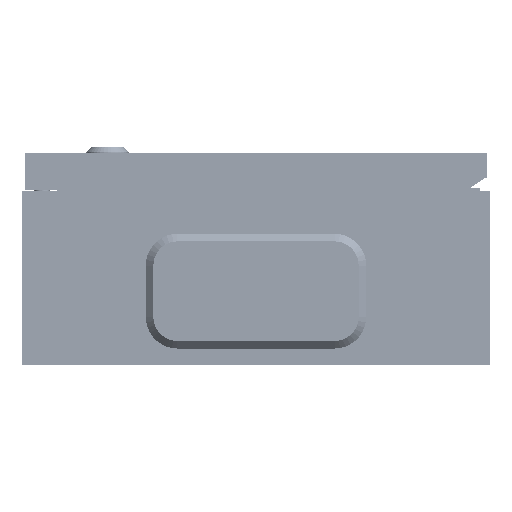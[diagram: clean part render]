
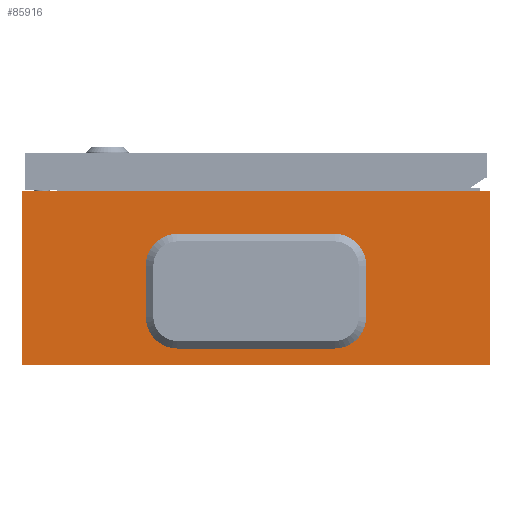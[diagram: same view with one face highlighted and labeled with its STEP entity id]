
A CAD part, front view. The second image highlights one B-rep face of the part: STEP entity #85916.
In plain terms, the highlighted planar face has unit normal (0, -1, 0).
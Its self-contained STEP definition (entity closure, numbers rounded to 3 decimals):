
#674 = VERTEX_POINT ( 'NONE', #228597 ) ;
#18474 = LINE ( 'NONE', #63830, #140452 ) ;
#19350 = EDGE_LOOP ( 'NONE', ( #383322, #159892, #251970, #298312 ) ) ;
#28318 = DIRECTION ( 'NONE',  ( 0., 0., 1. ) ) ;
#31359 = EDGE_CURVE ( 'NONE', #416119, #145110, #378923, .T. ) ;
#39441 = VERTEX_POINT ( 'NONE', #426791 ) ;
#50617 = ORIENTED_EDGE ( 'NONE', *, *, #143049, .F. ) ;
#51420 = VECTOR ( 'NONE', #411079, 1000. ) ;
#52671 = VECTOR ( 'NONE', #56603, 1000. ) ;
#53372 = DIRECTION ( 'NONE',  ( 0., 0., -1. ) ) ;
#56603 = DIRECTION ( 'NONE',  ( 1., 0., 0. ) ) ;
#63830 = CARTESIAN_POINT ( 'NONE',  ( -32.346, -419.709, 273.431 ) ) ;
#70947 = CARTESIAN_POINT ( 'NONE',  ( 37.154, -419.709, 338.931 ) ) ;
#80382 = CARTESIAN_POINT ( 'NONE',  ( -83.846, -419.709, 287.431 ) ) ;
#81230 = EDGE_CURVE ( 'NONE', #145110, #39441, #18474, .T. ) ;
#85916 = ADVANCED_FACE ( 'NONE', ( #205618, #471670 ), #256286, .T. ) ;
#102500 = CARTESIAN_POINT ( 'NONE',  ( 122.654, -419.709, 273.431 ) ) ;
#108017 = CIRCLE ( 'NONE', #298150, 18. ) ;
#115281 = CIRCLE ( 'NONE', #133400, 18. ) ;
#126921 = DIRECTION ( 'NONE',  ( -1., 0., 0. ) ) ;
#131108 = CARTESIAN_POINT ( 'NONE',  ( 19.154, -419.709, 338.931 ) ) ;
#131520 = VECTOR ( 'NONE', #351743, 1000. ) ;
#132757 = VECTOR ( 'NONE', #28318, 1000. ) ;
#133400 = AXIS2_PLACEMENT_3D ( 'NONE', #479479, #388916, #431337 ) ;
#140452 = VECTOR ( 'NONE', #236818, 1000. ) ;
#143049 = EDGE_CURVE ( 'NONE', #674, #189320, #260392, .T. ) ;
#143597 = VERTEX_POINT ( 'NONE', #297967 ) ;
#145110 = VERTEX_POINT ( 'NONE', #434114 ) ;
#147877 = DIRECTION ( 'NONE',  ( 0., -1., 0. ) ) ;
#148296 = CARTESIAN_POINT ( 'NONE',  ( 37.154, -419.709, 338.931 ) ) ;
#159892 = ORIENTED_EDGE ( 'NONE', *, *, #31359, .T. ) ;
#170052 = VERTEX_POINT ( 'NONE', #456503 ) ;
#178797 = CARTESIAN_POINT ( 'NONE',  ( -83.846, -419.709, 356.931 ) ) ;
#189320 = VERTEX_POINT ( 'NONE', #226914 ) ;
#192572 = DIRECTION ( 'NONE',  ( 0., -1., 0. ) ) ;
#192735 = CARTESIAN_POINT ( 'NONE',  ( 122.654, -419.709, 388.431 ) ) ;
#205618 = FACE_OUTER_BOUND ( 'NONE', #19350, .T. ) ;
#207619 = VECTOR ( 'NONE', #53372, 1000. ) ;
#218480 = ORIENTED_EDGE ( 'NONE', *, *, #411623, .F. ) ;
#221353 = VERTEX_POINT ( 'NONE', #350346 ) ;
#223686 = ORIENTED_EDGE ( 'NONE', *, *, #366610, .F. ) ;
#226914 = CARTESIAN_POINT ( 'NONE',  ( -101.846, -419.709, 305.431 ) ) ;
#228597 = CARTESIAN_POINT ( 'NONE',  ( -101.846, -419.709, 338.931 ) ) ;
#235077 = DIRECTION ( 'NONE',  ( -1., 0., 0. ) ) ;
#236818 = DIRECTION ( 'NONE',  ( 1., 0., 0. ) ) ;
#251970 = ORIENTED_EDGE ( 'NONE', *, *, #81230, .T. ) ;
#254110 = DIRECTION ( 'NONE',  ( 0., 0., -1. ) ) ;
#255853 = AXIS2_PLACEMENT_3D ( 'NONE', #429091, #378377, #553903 ) ;
#256286 = PLANE ( 'NONE',  #255853 ) ;
#259982 = LINE ( 'NONE', #441185, #388089 ) ;
#260392 = LINE ( 'NONE', #390647, #207619 ) ;
#281048 = EDGE_CURVE ( 'NONE', #539385, #170052, #444898, .T. ) ;
#282352 = VERTEX_POINT ( 'NONE', #192735 ) ;
#297967 = CARTESIAN_POINT ( 'NONE',  ( -83.846, -419.709, 356.931 ) ) ;
#298150 = AXIS2_PLACEMENT_3D ( 'NONE', #323597, #147877, #533216 ) ;
#298312 = ORIENTED_EDGE ( 'NONE', *, *, #365992, .F. ) ;
#304059 = DIRECTION ( 'NONE',  ( 0., -1., 0. ) ) ;
#319407 = AXIS2_PLACEMENT_3D ( 'NONE', #131108, #304059, #436967 ) ;
#323597 = CARTESIAN_POINT ( 'NONE',  ( 19.154, -419.709, 305.431 ) ) ;
#330588 = VERTEX_POINT ( 'NONE', #148296 ) ;
#331808 = LINE ( 'NONE', #70947, #132757 ) ;
#336545 = CARTESIAN_POINT ( 'NONE',  ( -187.346, -419.709, 273.431 ) ) ;
#350346 = CARTESIAN_POINT ( 'NONE',  ( 19.154, -419.709, 356.931 ) ) ;
#351743 = DIRECTION ( 'NONE',  ( -1., 0., 0. ) ) ;
#352842 = EDGE_CURVE ( 'NONE', #506829, #330588, #331808, .T. ) ;
#361745 = ORIENTED_EDGE ( 'NONE', *, *, #527028, .F. ) ;
#365992 = EDGE_CURVE ( 'NONE', #282352, #39441, #496162, .T. ) ;
#366610 = EDGE_CURVE ( 'NONE', #170052, #506829, #108017, .T. ) ;
#378136 = ORIENTED_EDGE ( 'NONE', *, *, #395834, .F. ) ;
#378377 = DIRECTION ( 'NONE',  ( 0., -1., 0. ) ) ;
#378923 = LINE ( 'NONE', #336545, #401700 ) ;
#383322 = ORIENTED_EDGE ( 'NONE', *, *, #508987, .T. ) ;
#385719 = LINE ( 'NONE', #178797, #131520 ) ;
#388089 = VECTOR ( 'NONE', #126921, 1000. ) ;
#388916 = DIRECTION ( 'NONE',  ( 0., -1., 0. ) ) ;
#390647 = CARTESIAN_POINT ( 'NONE',  ( -101.846, -419.709, 338.931 ) ) ;
#395834 = EDGE_CURVE ( 'NONE', #221353, #143597, #385719, .T. ) ;
#401700 = VECTOR ( 'NONE', #254110, 1000. ) ;
#411079 = DIRECTION ( 'NONE',  ( 0., 0., -1. ) ) ;
#411623 = EDGE_CURVE ( 'NONE', #143597, #674, #545441, .T. ) ;
#416119 = VERTEX_POINT ( 'NONE', #432330 ) ;
#423247 = CARTESIAN_POINT ( 'NONE',  ( -83.846, -419.709, 287.431 ) ) ;
#426791 = CARTESIAN_POINT ( 'NONE',  ( 122.654, -419.709, 273.431 ) ) ;
#429091 = CARTESIAN_POINT ( 'NONE',  ( -4362.346, -419.709, 386.631 ) ) ;
#431337 = DIRECTION ( 'NONE',  ( 1., 0., 0. ) ) ;
#432330 = CARTESIAN_POINT ( 'NONE',  ( -187.346, -419.709, 388.431 ) ) ;
#433451 = EDGE_LOOP ( 'NONE', ( #223686, #497201, #478189, #50617, #218480, #378136, #361745, #515768 ) ) ;
#434114 = CARTESIAN_POINT ( 'NONE',  ( -187.346, -419.709, 273.431 ) ) ;
#436967 = DIRECTION ( 'NONE',  ( 1., 0., 0. ) ) ;
#441185 = CARTESIAN_POINT ( 'NONE',  ( -4362.346, -419.709, 388.431 ) ) ;
#441374 = EDGE_CURVE ( 'NONE', #189320, #539385, #115281, .T. ) ;
#444898 = LINE ( 'NONE', #80382, #52671 ) ;
#456503 = CARTESIAN_POINT ( 'NONE',  ( 19.154, -419.709, 287.431 ) ) ;
#464057 = CIRCLE ( 'NONE', #319407, 18. ) ;
#471670 = FACE_BOUND ( 'NONE', #433451, .T. ) ;
#478189 = ORIENTED_EDGE ( 'NONE', *, *, #441374, .F. ) ;
#479479 = CARTESIAN_POINT ( 'NONE',  ( -83.846, -419.709, 305.431 ) ) ;
#481939 = AXIS2_PLACEMENT_3D ( 'NONE', #501134, #192572, #235077 ) ;
#496162 = LINE ( 'NONE', #102500, #51420 ) ;
#497201 = ORIENTED_EDGE ( 'NONE', *, *, #281048, .F. ) ;
#501134 = CARTESIAN_POINT ( 'NONE',  ( -83.846, -419.709, 338.931 ) ) ;
#506829 = VERTEX_POINT ( 'NONE', #517270 ) ;
#508987 = EDGE_CURVE ( 'NONE', #282352, #416119, #259982, .T. ) ;
#515768 = ORIENTED_EDGE ( 'NONE', *, *, #352842, .F. ) ;
#517270 = CARTESIAN_POINT ( 'NONE',  ( 37.154, -419.709, 305.431 ) ) ;
#527028 = EDGE_CURVE ( 'NONE', #330588, #221353, #464057, .T. ) ;
#533216 = DIRECTION ( 'NONE',  ( 1., 0., 0. ) ) ;
#539385 = VERTEX_POINT ( 'NONE', #423247 ) ;
#545441 = CIRCLE ( 'NONE', #481939, 18. ) ;
#553903 = DIRECTION ( 'NONE',  ( 0., 0., -1. ) ) ;
